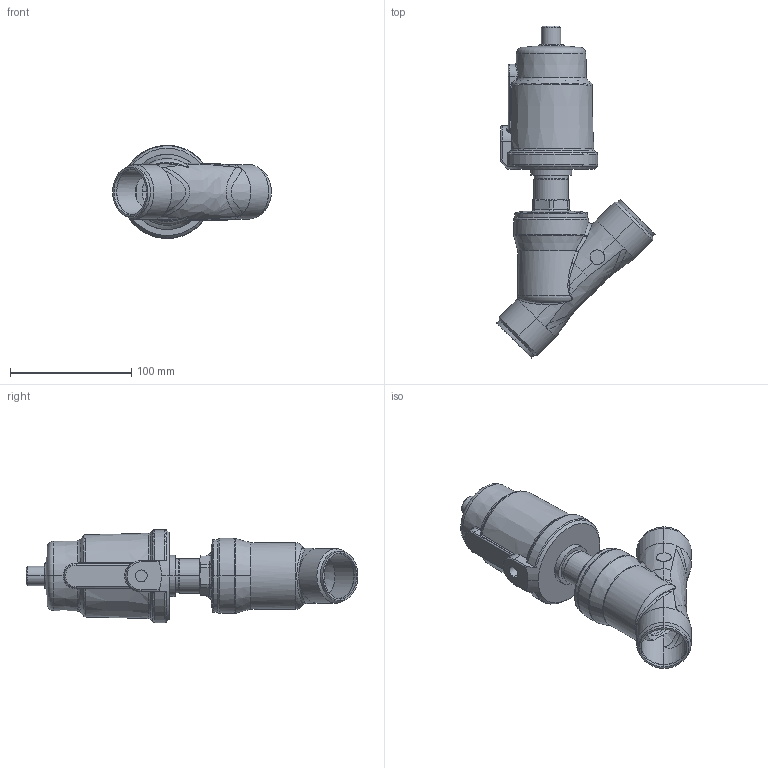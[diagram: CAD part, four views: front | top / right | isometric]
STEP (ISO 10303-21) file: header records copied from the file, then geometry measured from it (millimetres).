
FILE_DESCRIPTION (( 'STEP AP203' ), '1' );
FILE_NAME ('63DN40H25µ¥ -DIN 11850.STEP', '2023-02-14T05:33:15', ( '' ), ( '' ), 'SwSTEP 2.0', 'SolidWorks 2014', '' );
FILE_SCHEMA (( 'CONFIG_CONTROL_DESIGN' ));
Length unit declared in the file: millimetre
Products named in the file (4): 63DN40H25µ¥ -DIN 11850; 蟀諉40-10H25; DN40爾諉概极11850.2; H2000 63ͷ
Assembly tree (3 placements, depth 2):
  63DN40H25µ¥ -DIN 11850
    蟀諉40-10H25
    H2000 63ͷ
    DN40爾諉概极11850.2
Bounding box: 130.81 x 273.9 x 76.87 mm (x, y, z)
Volume: 511582.8 mm3; surface area: 91980 mm2
Topology: 3 solids, 3 shells, 332 faces, 799 edges, 494 vertices
Faces by surface type: plane 102, bspline 74, cylinder 71, cone 46, torus 34, sphere 5
Entity records: 15478 total; most frequent: CARTESIAN_POINT 7883, ORIENTED_EDGE 1598, DIRECTION 1337, EDGE_CURVE 799, AXIS2_PLACEMENT_3D 507, VERTEX_POINT 494, EDGE_LOOP 357, FACE_OUTER_BOUND 332
